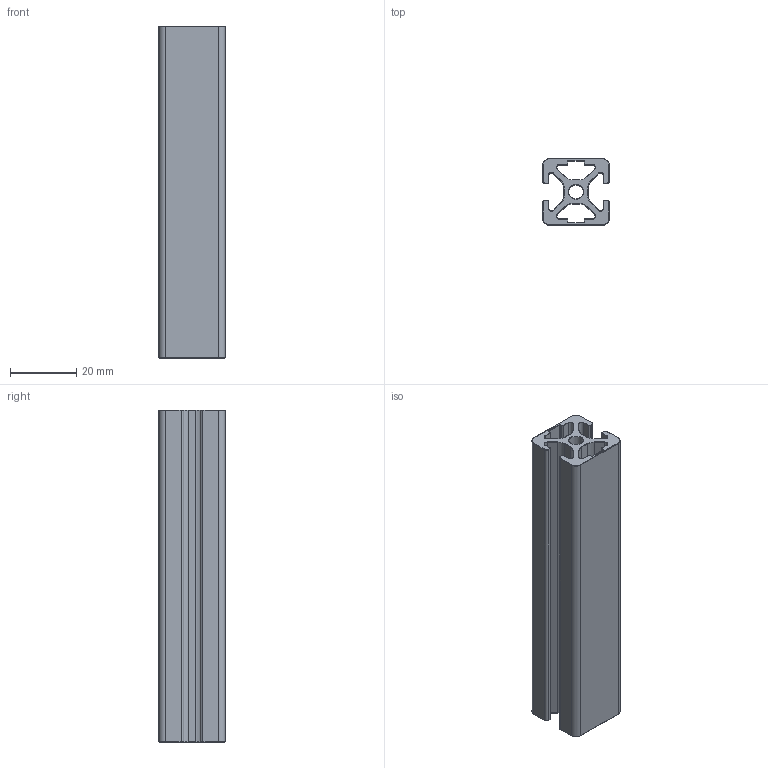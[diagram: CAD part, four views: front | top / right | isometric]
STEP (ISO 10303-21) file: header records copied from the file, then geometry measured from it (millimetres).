
FILE_DESCRIPTION(/* description */ (''),/* implementation_level */ '2;1');
FILE_NAME(/* name */ '1007463_.step',/* time_stamp */ '2023-10-27T14:53:26+02:00',/* author */ (''),/* organization */ (''),/* preprocessor_version */ 'ST-DEVELOPER v20',/* originating_system */ 'Autodesk Translation Framework v12.14.0.127',/* authorisation */ '');
FILE_SCHEMA (('AUTOMOTIVE_DESIGN { 1 0 10303 214 3 1 1 }'));
Length unit declared in the file: millimetre
Products named in the file (1): 1007463
Bounding box: 20 x 20 x 100 mm (x, y, z)
Volume: 19145.1 mm3; surface area: 19086.6 mm2
Topology: 1 solids, 1 shells, 221 faces, 513 edges, 294 vertices
Faces by surface type: cylinder 109, torus 74, plane 38
Full cylindrical faces by diameter (mm): 4.3 x1
Entity records: 6312 total; most frequent: DIRECTION 1253, CARTESIAN_POINT 1029, ORIENTED_EDGE 1026, AXIS2_PLACEMENT_3D 518, EDGE_CURVE 513, CIRCLE 296, VERTEX_POINT 294, EDGE_LOOP 227
